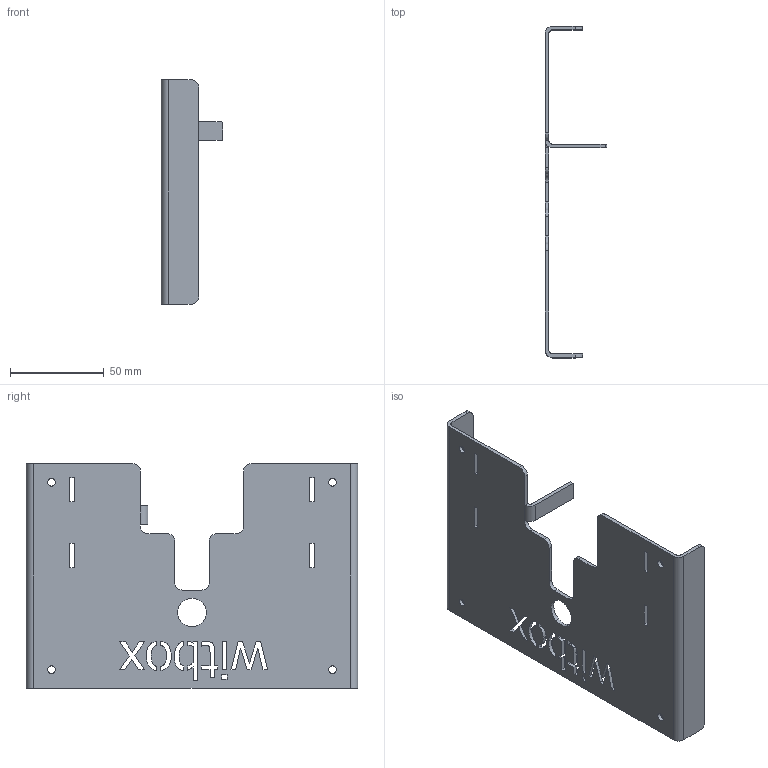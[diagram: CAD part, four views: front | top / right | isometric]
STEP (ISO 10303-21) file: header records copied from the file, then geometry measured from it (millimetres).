
FILE_DESCRIPTION(/* description */ ('CARRO Z'),/* implementation_level */ '2;1');
FILE_NAME(/* name */ 'C04H030044-rear-metal-sheet.stp',/* time_stamp */ '2014-12-22T15:00:57+01:00',/* author */ ('MARCHA TECHNOLOGY'),/* organization */ ('MARCHA TECHNOLOGY'),/* preprocessor_version */ 'ST-DEVELOPER v15.6',/* originating_system */ 'Autodesk Inventor 2015',/* authorisation */ '');
FILE_SCHEMA (('CONFIG_CONTROL_DESIGN'));
Length unit declared in the file: millimetre
Products named in the file (1): C04H030044-rear-metal-sheet
Bounding box: 33 x 177 x 120 mm (x, y, z)
Volume: 44170.3 mm3; surface area: 47257.5 mm2
Topology: 1 solids, 1 shells, 153 faces, 453 edges, 302 vertices
Faces by surface type: plane 104, cylinder 28, bspline 21
Full cylindrical faces by diameter (mm): 4.1 x4
Entity records: 5376 total; most frequent: CARTESIAN_POINT 1349, ORIENTED_EDGE 890, DIRECTION 709, EDGE_CURVE 445, LINE 331, VECTOR 331, VERTEX_POINT 298, EDGE_LOOP 193
